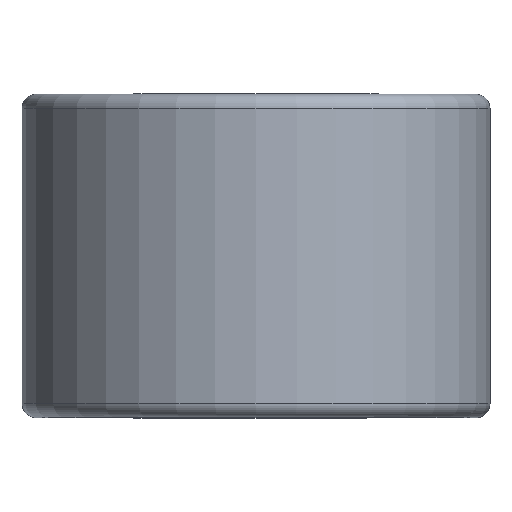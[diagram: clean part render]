
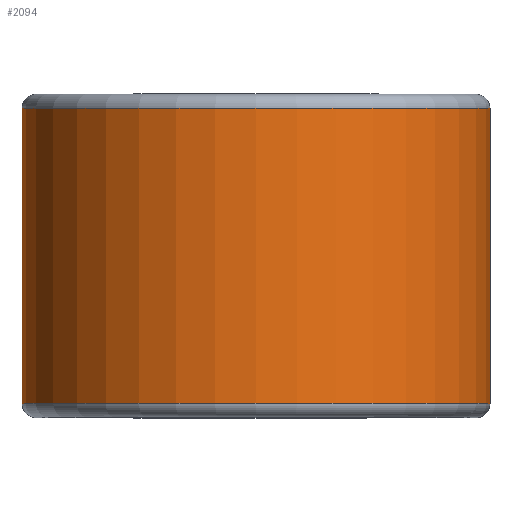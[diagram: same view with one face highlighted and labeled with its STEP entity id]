
A CAD part, top view. The second image highlights one B-rep face of the part: STEP entity #2094.
In plain terms, the highlighted cylindrical face has radius 12.636 mm (diameter 25.273 mm), a partial arc.
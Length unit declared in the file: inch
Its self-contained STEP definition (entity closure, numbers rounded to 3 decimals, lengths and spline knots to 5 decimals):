
#68 = CARTESIAN_POINT ( 'NONE',  ( 0., 0.31375, -0.4975 ) ) ;
#105 = EDGE_CURVE ( 'NONE', #541, #2278, #1991, .T. ) ;
#156 = DIRECTION ( 'NONE',  ( 0., 1., 0. ) ) ;
#196 = CARTESIAN_POINT ( 'NONE',  ( 0.4975, 0.31375, 0. ) ) ;
#213 = DIRECTION ( 'NONE',  ( 0., 0., -1. ) ) ;
#242 = EDGE_CURVE ( 'NONE', #1174, #541, #1904, .T. ) ;
#264 = EDGE_LOOP ( 'NONE', ( #818, #934, #382, #953 ) ) ;
#382 = ORIENTED_EDGE ( 'NONE', *, *, #899, .F. ) ;
#395 = CARTESIAN_POINT ( 'NONE',  ( 0., 0.3125, 0. ) ) ;
#464 = FACE_OUTER_BOUND ( 'NONE', #264, .T. ) ;
#500 = EDGE_CURVE ( 'NONE', #1174, #2132, #2217, .T. ) ;
#541 = VERTEX_POINT ( 'NONE', #806 ) ;
#582 = DIRECTION ( 'NONE',  ( 0., -1., 0. ) ) ;
#596 = CARTESIAN_POINT ( 'NONE',  ( 0., 0.31375, -0.4975 ) ) ;
#630 = CARTESIAN_POINT ( 'NONE',  ( 0.4975, -0.31375, 0. ) ) ;
#806 = CARTESIAN_POINT ( 'NONE',  ( 0.4975, 0.31375, 0. ) ) ;
#818 = ORIENTED_EDGE ( 'NONE', *, *, #242, .T. ) ;
#899 = EDGE_CURVE ( 'NONE', #2132, #2278, #946, .T. ) ;
#934 = ORIENTED_EDGE ( 'NONE', *, *, #105, .T. ) ;
#946 = LINE ( 'NONE', #596, #2107 ) ;
#952 = VECTOR ( 'NONE', #156, 39.37008 ) ;
#953 = ORIENTED_EDGE ( 'NONE', *, *, #500, .F. ) ;
#1115 = CYLINDRICAL_SURFACE ( 'NONE', #1910, 0.4975 ) ;
#1174 = VERTEX_POINT ( 'NONE', #630 ) ;
#1286 = DIRECTION ( 'NONE',  ( 0., 0., -1. ) ) ;
#1297 = DIRECTION ( 'NONE',  ( 0., -1., 0. ) ) ;
#1308 = CARTESIAN_POINT ( 'NONE',  ( 0., 0.31375, 0. ) ) ;
#1318 = AXIS2_PLACEMENT_3D ( 'NONE', #1373, #1703, #1526 ) ;
#1373 = CARTESIAN_POINT ( 'NONE',  ( 0., -0.31375, 0. ) ) ;
#1526 = DIRECTION ( 'NONE',  ( 0., 0., -1. ) ) ;
#1703 = DIRECTION ( 'NONE',  ( 0., -1., 0. ) ) ;
#1775 = AXIS2_PLACEMENT_3D ( 'NONE', #1308, #1297, #1286 ) ;
#1862 = DIRECTION ( 'NONE',  ( 0., 1., 0. ) ) ;
#1904 = LINE ( 'NONE', #196, #952 ) ;
#1910 = AXIS2_PLACEMENT_3D ( 'NONE', #395, #582, #213 ) ;
#1991 = CIRCLE ( 'NONE', #1775, 0.4975 ) ;
#2094 = ADVANCED_FACE ( 'NONE', ( #464 ), #1115, .T. ) ;
#2107 = VECTOR ( 'NONE', #1862, 39.37008 ) ;
#2132 = VERTEX_POINT ( 'NONE', #2221 ) ;
#2217 = CIRCLE ( 'NONE', #1318, 0.4975 ) ;
#2221 = CARTESIAN_POINT ( 'NONE',  ( 0., -0.31375, -0.4975 ) ) ;
#2278 = VERTEX_POINT ( 'NONE', #68 ) ;
